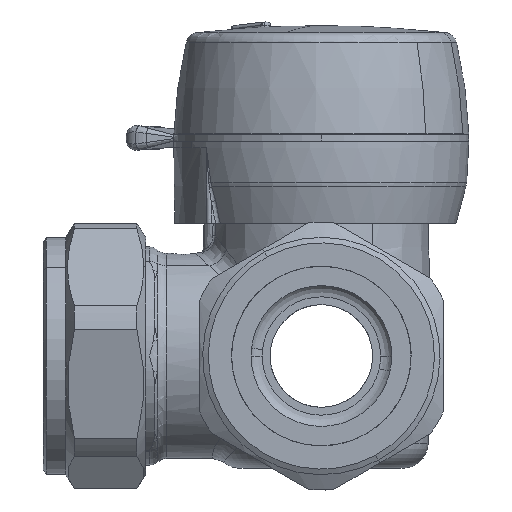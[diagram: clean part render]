
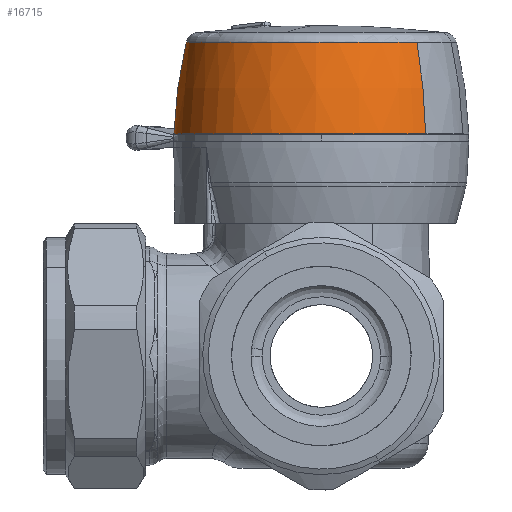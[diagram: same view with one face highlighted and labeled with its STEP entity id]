
A CAD part, front view. The second image highlights one B-rep face of the part: STEP entity #16715.
In plain terms, the highlighted face is a revolution surface.
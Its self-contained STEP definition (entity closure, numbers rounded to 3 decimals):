
#16706=AXIS2_PLACEMENT_3D('Circle Axis2P3D',#16704,#16705,$) ;
#16469=CARTESIAN_POINT('Vertex',(-11.027,20.184,66.5)) ;
#16507=CARTESIAN_POINT('Vertex',(0.,-23.,66.5)) ;
#16511=CARTESIAN_POINT('Control Point',(-11.027,20.184,66.5)) ;
#16512=CARTESIAN_POINT('Control Point',(-12.882,19.171,66.5)) ;
#16513=CARTESIAN_POINT('Control Point',(-14.621,17.944,66.5)) ;
#16514=CARTESIAN_POINT('Control Point',(-16.212,16.521,66.5)) ;
#16515=CARTESIAN_POINT('Control Point',(-19.036,13.336,66.5)) ;
#16516=CARTESIAN_POINT('Control Point',(-21.065,9.594,66.5)) ;
#16517=CARTESIAN_POINT('Control Point',(-21.859,7.614,66.5)) ;
#16518=CARTESIAN_POINT('Control Point',(-22.977,3.507,66.5)) ;
#16519=CARTESIAN_POINT('Control Point',(-23.135,-0.747,66.5)) ;
#16520=CARTESIAN_POINT('Control Point',(-22.967,-2.874,66.5)) ;
#16521=CARTESIAN_POINT('Control Point',(-22.148,-7.051,66.5)) ;
#16522=CARTESIAN_POINT('Control Point',(-20.402,-10.933,66.5)) ;
#16523=CARTESIAN_POINT('Control Point',(-19.308,-12.766,66.5)) ;
#16524=CARTESIAN_POINT('Control Point',(-16.72,-16.145,66.5)) ;
#16525=CARTESIAN_POINT('Control Point',(-13.433,-18.85,66.5)) ;
#16526=CARTESIAN_POINT('Control Point',(-11.64,-20.007,66.5)) ;
#16527=CARTESIAN_POINT('Control Point',(-8.305,-21.649,66.5)) ;
#16528=CARTESIAN_POINT('Control Point',(-4.721,-22.594,66.5)) ;
#16529=CARTESIAN_POINT('Control Point',(-3.158,-22.865,66.5)) ;
#16530=CARTESIAN_POINT('Control Point',(-1.579,-23.,66.5)) ;
#16531=CARTESIAN_POINT('Control Point',(0.,-23.,66.5)) ;
#16610=CARTESIAN_POINT('Control Point',(-11.027,20.184,66.5)) ;
#16611=CARTESIAN_POINT('Control Point',(-10.946,20.036,71.344)) ;
#16612=CARTESIAN_POINT('Control Point',(-10.639,19.474,76.171)) ;
#16613=CARTESIAN_POINT('Control Point',(-10.112,18.51,80.891)) ;
#16614=CARTESIAN_POINT('Vertex',(-10.112,18.51,80.891)) ;
#16679=CARTESIAN_POINT('Vertex',(0.,-21.092,80.891)) ;
#16683=CARTESIAN_POINT('Control Point',(0.,-23.,66.5)) ;
#16684=CARTESIAN_POINT('Control Point',(0.,-22.831,71.344)) ;
#16685=CARTESIAN_POINT('Control Point',(0.,-22.191,76.171)) ;
#16686=CARTESIAN_POINT('Control Point',(0.,-21.092,80.891)) ;
#16696=CARTESIAN_POINT('Control Point',(0.,23.,66.5)) ;
#16697=CARTESIAN_POINT('Control Point',(0.,22.831,71.344)) ;
#16698=CARTESIAN_POINT('Control Point',(0.,22.191,76.171)) ;
#16699=CARTESIAN_POINT('Control Point',(0.,21.092,80.891)) ;
#16700=CARTESIAN_POINT('Axis1P Location',(0.,0.,75.)) ;
#16704=CARTESIAN_POINT('Axis2P3D Location',(0.,0.,80.891)) ;
#16701=DIRECTION('Axis1P Direction',(0.,0.,1.)) ;
#16705=DIRECTION('Axis2P3D Direction',(0.,0.,1.)) ;
#16702=AXIS1_PLACEMENT('Revolution Surface Axis1P',#16700,#16701) ;
#16710=ORIENTED_EDGE('',*,*,#16708,.F.) ;
#16711=ORIENTED_EDGE('',*,*,#16616,.F.) ;
#16712=ORIENTED_EDGE('',*,*,#16532,.T.) ;
#16713=ORIENTED_EDGE('',*,*,#16687,.F.) ;
#16715=ADVANCED_FACE('',(#16714),#16703,.T.) ;
#16510=B_SPLINE_CURVE_WITH_KNOTS('',5,(#16511,#16512,#16513,#16514,#16515,#16516,#16517,#16518,#16519,#16520,#16521,#16522,#16523,#16524,#16525,#16526,#16527,#16528,#16529,#16530,#16531),.UNSPECIFIED.,.F.,.U.,(6,3,3,3,3,3,6),(0.,14.982,29.965,44.947,59.93,74.912,86.099),.UNSPECIFIED.) ;
#16609=B_SPLINE_CURVE_WITH_KNOTS('',3,(#16610,#16611,#16612,#16613),.UNSPECIFIED.,.F.,.U.,(4,4),(473.857,488.419),.UNSPECIFIED.) ;
#16682=B_SPLINE_CURVE_WITH_KNOTS('',3,(#16683,#16684,#16685,#16686),.UNSPECIFIED.,.F.,.U.,(4,4),(473.857,488.419),.UNSPECIFIED.) ;
#16695=B_SPLINE_CURVE_WITH_KNOTS('',3,(#16696,#16697,#16698,#16699),.UNSPECIFIED.,.F.,.U.,(4,4),(473.857,488.419),.UNSPECIFIED.) ;
#16707=CIRCLE('generated circle',#16706,21.092) ;
#16532=EDGE_CURVE('',#16470,#16508,#16510,.T.) ;
#16616=EDGE_CURVE('',#16470,#16615,#16609,.T.) ;
#16687=EDGE_CURVE('',#16680,#16508,#16682,.F.) ;
#16708=EDGE_CURVE('',#16615,#16680,#16707,.T.) ;
#16709=EDGE_LOOP('',(#16710,#16711,#16712,#16713)) ;
#16714=FACE_OUTER_BOUND('',#16709,.T.) ;
#16703=SURFACE_OF_REVOLUTION('Surface of Revolution',#16695,#16702) ;
#16470=VERTEX_POINT('',#16469) ;
#16508=VERTEX_POINT('',#16507) ;
#16615=VERTEX_POINT('',#16614) ;
#16680=VERTEX_POINT('',#16679) ;
